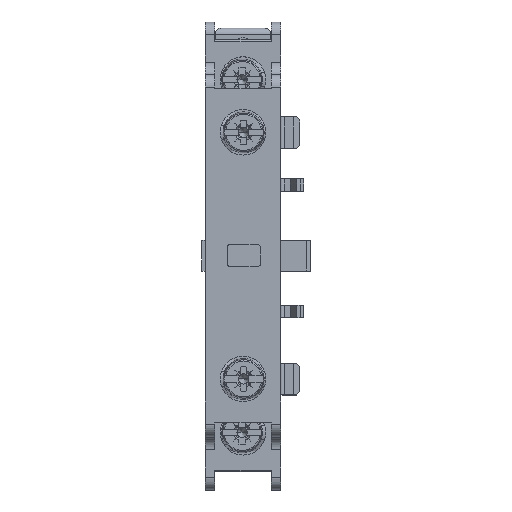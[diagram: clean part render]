
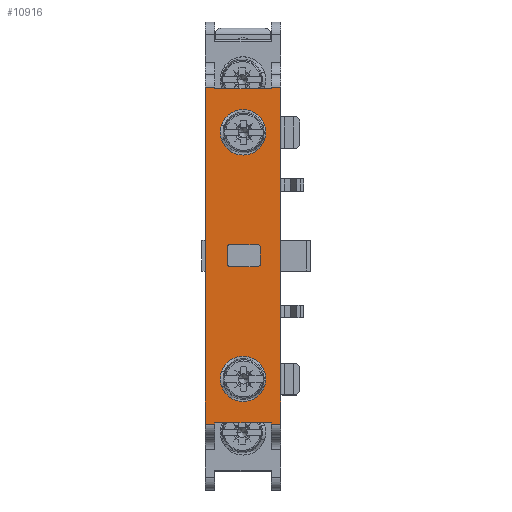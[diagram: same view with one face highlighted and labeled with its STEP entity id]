
A CAD part, top view. The second image highlights one B-rep face of the part: STEP entity #10916.
In plain terms, the highlighted face is planar.
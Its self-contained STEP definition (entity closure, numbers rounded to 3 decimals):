
#317=DIRECTION('',(0.,0.,1.));
#318=VECTOR('',#317,53.3);
#319=CARTESIAN_POINT('',(0.,32.25,-26.65));
#320=LINE('',#319,#318);
#3504=DIRECTION('',(0.,0.,1.));
#3505=VECTOR('',#3504,0.229);
#3506=CARTESIAN_POINT('',(1.5,32.25,-26.65));
#3507=LINE('',#3506,#3505);
#3511=DIRECTION('',(1.,0.,0.));
#3512=VECTOR('',#3511,9.);
#3513=CARTESIAN_POINT('',(1.5,32.25,-26.421));
#3514=LINE('',#3513,#3512);
#3518=DIRECTION('',(0.,0.,1.));
#3519=VECTOR('',#3518,0.229);
#3520=CARTESIAN_POINT('',(10.5,32.25,-26.65));
#3521=LINE('',#3520,#3519);
#3525=DIRECTION('',(1.,0.,0.));
#3526=VECTOR('',#3525,1.5);
#3527=CARTESIAN_POINT('',(10.5,32.25,-26.65));
#3528=LINE('',#3527,#3526);
#3532=DIRECTION('',(0.,0.,1.));
#3533=VECTOR('',#3532,0.229);
#3534=CARTESIAN_POINT('',(10.5,32.25,26.421));
#3535=LINE('',#3534,#3533);
#3539=DIRECTION('',(1.,0.,0.));
#3540=VECTOR('',#3539,9.);
#3541=CARTESIAN_POINT('',(1.5,32.25,26.421));
#3542=LINE('',#3541,#3540);
#3546=DIRECTION('',(0.,0.,1.));
#3547=VECTOR('',#3546,0.229);
#3548=CARTESIAN_POINT('',(1.5,32.25,26.421));
#3549=LINE('',#3548,#3547);
#3553=DIRECTION('',(1.,0.,0.));
#3554=VECTOR('',#3553,1.5);
#3555=CARTESIAN_POINT('',(0.,32.25,-26.65));
#3556=LINE('',#3555,#3554);
#3560=CARTESIAN_POINT('',(6.,32.25,-19.5));
#3561=DIRECTION('',(0.,1.,0.));
#3562=DIRECTION('',(1.,0.,0.));
#3563=AXIS2_PLACEMENT_3D('',#3560,#3561,#3562);
#3568=CARTESIAN_POINT('',(6.,32.25,-19.5));
#3569=DIRECTION('',(0.,1.,0.));
#3570=DIRECTION('',(-1.,0.,0.));
#3571=AXIS2_PLACEMENT_3D('',#3568,#3569,#3570);
#3576=CARTESIAN_POINT('',(6.,32.25,19.5));
#3577=DIRECTION('',(0.,1.,0.));
#3578=DIRECTION('',(1.,0.,0.));
#3579=AXIS2_PLACEMENT_3D('',#3576,#3577,#3578);
#3584=CARTESIAN_POINT('',(6.,32.25,19.5));
#3585=DIRECTION('',(0.,1.,0.));
#3586=DIRECTION('',(-1.,0.,0.));
#3587=AXIS2_PLACEMENT_3D('',#3584,#3585,#3586);
#3592=DIRECTION('',(0.,0.,1.));
#3593=VECTOR('',#3592,2.5);
#3594=CARTESIAN_POINT('',(3.25,32.25,-1.25));
#3595=LINE('',#3594,#3593);
#3599=CARTESIAN_POINT('',(3.75,32.25,1.25));
#3600=DIRECTION('',(0.,1.,0.));
#3601=DIRECTION('',(-1.,0.,0.));
#3602=AXIS2_PLACEMENT_3D('',#3599,#3600,#3601);
#3607=DIRECTION('',(1.,0.,0.));
#3608=VECTOR('',#3607,4.25);
#3609=CARTESIAN_POINT('',(3.75,32.25,1.75));
#3610=LINE('',#3609,#3608);
#3614=CARTESIAN_POINT('',(8.,32.25,1.25));
#3615=DIRECTION('',(0.,1.,0.));
#3616=DIRECTION('',(0.,0.,1.));
#3617=AXIS2_PLACEMENT_3D('',#3614,#3615,#3616);
#3622=DIRECTION('',(0.,0.,-1.));
#3623=VECTOR('',#3622,2.5);
#3624=CARTESIAN_POINT('',(8.5,32.25,1.25));
#3625=LINE('',#3624,#3623);
#3629=CARTESIAN_POINT('',(8.,32.25,-1.25));
#3630=DIRECTION('',(0.,1.,0.));
#3631=DIRECTION('',(1.,0.,0.));
#3632=AXIS2_PLACEMENT_3D('',#3629,#3630,#3631);
#3637=DIRECTION('',(-1.,0.,0.));
#3638=VECTOR('',#3637,4.25);
#3639=CARTESIAN_POINT('',(8.,32.25,-1.75));
#3640=LINE('',#3639,#3638);
#3644=CARTESIAN_POINT('',(3.75,32.25,-1.25));
#3645=DIRECTION('',(0.,1.,0.));
#3646=DIRECTION('',(0.,0.,-1.));
#3647=AXIS2_PLACEMENT_3D('',#3644,#3645,#3646);
#4298=DIRECTION('',(0.,0.,1.));
#4299=VECTOR('',#4298,53.3);
#4300=CARTESIAN_POINT('',(12.,32.25,-26.65));
#4301=LINE('',#4300,#4299);
#5835=DIRECTION('',(1.,0.,0.));
#5836=VECTOR('',#5835,1.5);
#5837=CARTESIAN_POINT('',(0.,32.25,26.65));
#5838=LINE('',#5837,#5836);
#5850=DIRECTION('',(1.,0.,0.));
#5851=VECTOR('',#5850,1.5);
#5852=CARTESIAN_POINT('',(10.5,32.25,26.65));
#5853=LINE('',#5852,#5851);
#7168=CARTESIAN_POINT('',(0.,32.25,-26.65));
#7169=VERTEX_POINT('',#7168);
#7170=CARTESIAN_POINT('',(0.,32.25,26.65));
#7171=VERTEX_POINT('',#7170);
#7224=CARTESIAN_POINT('',(12.,32.25,-26.65));
#7225=VERTEX_POINT('',#7224);
#7226=CARTESIAN_POINT('',(12.,32.25,26.65));
#7227=VERTEX_POINT('',#7226);
#8030=CARTESIAN_POINT('',(1.5,32.25,-26.65));
#8031=VERTEX_POINT('',#8030);
#8032=CARTESIAN_POINT('',(10.5,32.25,-26.65));
#8033=VERTEX_POINT('',#8032);
#8034=CARTESIAN_POINT('',(1.5,32.25,-26.421));
#8035=VERTEX_POINT('',#8034);
#8036=CARTESIAN_POINT('',(1.5,32.25,26.421));
#8037=CARTESIAN_POINT('',(1.5,32.25,26.65));
#8038=VERTEX_POINT('',#8036);
#8039=VERTEX_POINT('',#8037);
#8040=CARTESIAN_POINT('',(10.5,32.25,-26.421));
#8041=VERTEX_POINT('',#8040);
#8042=CARTESIAN_POINT('',(10.5,32.25,26.421));
#8043=CARTESIAN_POINT('',(10.5,32.25,26.65));
#8044=VERTEX_POINT('',#8042);
#8045=VERTEX_POINT('',#8043);
#8138=CARTESIAN_POINT('',(9.6,32.25,-19.5));
#8139=CARTESIAN_POINT('',(2.4,32.25,-19.5));
#8140=VERTEX_POINT('',#8138);
#8141=VERTEX_POINT('',#8139);
#8158=CARTESIAN_POINT('',(9.6,32.25,19.5));
#8159=CARTESIAN_POINT('',(2.4,32.25,19.5));
#8160=VERTEX_POINT('',#8158);
#8161=VERTEX_POINT('',#8159);
#8222=CARTESIAN_POINT('',(3.25,32.25,-1.25));
#8223=CARTESIAN_POINT('',(3.25,32.25,1.25));
#8224=VERTEX_POINT('',#8222);
#8225=VERTEX_POINT('',#8223);
#8226=CARTESIAN_POINT('',(3.75,32.25,1.75));
#8227=VERTEX_POINT('',#8226);
#8228=CARTESIAN_POINT('',(8.,32.25,1.75));
#8229=VERTEX_POINT('',#8228);
#8230=CARTESIAN_POINT('',(8.5,32.25,1.25));
#8231=VERTEX_POINT('',#8230);
#8232=CARTESIAN_POINT('',(8.5,32.25,-1.25));
#8233=VERTEX_POINT('',#8232);
#8234=CARTESIAN_POINT('',(8.,32.25,-1.75));
#8235=VERTEX_POINT('',#8234);
#8236=CARTESIAN_POINT('',(3.75,32.25,-1.75));
#8237=VERTEX_POINT('',#8236);
#10861=CARTESIAN_POINT('',(0.,32.25,-26.65));
#10862=DIRECTION('',(0.,1.,0.));
#10863=DIRECTION('',(0.,0.,1.));
#10864=AXIS2_PLACEMENT_3D('',#10861,#10862,#10863);
#10865=PLANE('',#10864);
#10866=ORIENTED_EDGE('',*,*,#10497,.T.);
#10868=ORIENTED_EDGE('',*,*,#10867,.T.);
#10869=ORIENTED_EDGE('',*,*,#10230,.F.);
#10871=ORIENTED_EDGE('',*,*,#10870,.T.);
#10873=ORIENTED_EDGE('',*,*,#10872,.T.);
#10875=ORIENTED_EDGE('',*,*,#10874,.F.);
#10876=ORIENTED_EDGE('',*,*,#10264,.F.);
#10877=ORIENTED_EDGE('',*,*,#10853,.F.);
#10878=ORIENTED_EDGE('',*,*,#10511,.T.);
#10880=ORIENTED_EDGE('',*,*,#10879,.F.);
#10881=ORIENTED_EDGE('',*,*,#8431,.F.);
#10883=ORIENTED_EDGE('',*,*,#10882,.T.);
#10884=EDGE_LOOP('',(#10866,#10868,#10869,#10871,#10873,#10875,#10876,#10877,
#10878,#10880,#10881,#10883));
#10885=FACE_OUTER_BOUND('',#10884,.F.);
#10887=ORIENTED_EDGE('',*,*,#10886,.T.);
#10889=ORIENTED_EDGE('',*,*,#10888,.T.);
#10890=EDGE_LOOP('',(#10887,#10889));
#10891=FACE_BOUND('',#10890,.F.);
#10893=ORIENTED_EDGE('',*,*,#10892,.T.);
#10895=ORIENTED_EDGE('',*,*,#10894,.T.);
#10896=EDGE_LOOP('',(#10893,#10895));
#10897=FACE_BOUND('',#10896,.F.);
#10899=ORIENTED_EDGE('',*,*,#10898,.T.);
#10901=ORIENTED_EDGE('',*,*,#10900,.T.);
#10903=ORIENTED_EDGE('',*,*,#10902,.T.);
#10905=ORIENTED_EDGE('',*,*,#10904,.T.);
#10907=ORIENTED_EDGE('',*,*,#10906,.T.);
#10909=ORIENTED_EDGE('',*,*,#10908,.T.);
#10911=ORIENTED_EDGE('',*,*,#10910,.T.);
#10913=ORIENTED_EDGE('',*,*,#10912,.T.);
#10914=EDGE_LOOP('',(#10899,#10901,#10903,#10905,#10907,#10909,#10911,#10913));
#10915=FACE_BOUND('',#10914,.F.);
#3564=CIRCLE('',#3563,3.6);
#3572=CIRCLE('',#3571,3.6);
#3580=CIRCLE('',#3579,3.6);
#3588=CIRCLE('',#3587,3.6);
#3603=CIRCLE('',#3602,0.5);
#3618=CIRCLE('',#3617,0.5);
#3633=CIRCLE('',#3632,0.5);
#3648=CIRCLE('',#3647,0.5);
#8431=EDGE_CURVE('',#7169,#7171,#320,.T.);
#10230=EDGE_CURVE('',#8033,#8041,#3521,.T.);
#10264=EDGE_CURVE('',#8044,#8045,#3535,.T.);
#10497=EDGE_CURVE('',#8031,#8035,#3507,.T.);
#10511=EDGE_CURVE('',#8038,#8039,#3549,.T.);
#10853=EDGE_CURVE('',#8038,#8044,#3542,.T.);
#10867=EDGE_CURVE('',#8035,#8041,#3514,.T.);
#10870=EDGE_CURVE('',#8033,#7225,#3528,.T.);
#10872=EDGE_CURVE('',#7225,#7227,#4301,.T.);
#10874=EDGE_CURVE('',#8045,#7227,#5853,.T.);
#10879=EDGE_CURVE('',#7171,#8039,#5838,.T.);
#10882=EDGE_CURVE('',#7169,#8031,#3556,.T.);
#10886=EDGE_CURVE('',#8140,#8141,#3564,.T.);
#10888=EDGE_CURVE('',#8141,#8140,#3572,.T.);
#10892=EDGE_CURVE('',#8160,#8161,#3580,.T.);
#10894=EDGE_CURVE('',#8161,#8160,#3588,.T.);
#10898=EDGE_CURVE('',#8224,#8225,#3595,.T.);
#10900=EDGE_CURVE('',#8225,#8227,#3603,.T.);
#10902=EDGE_CURVE('',#8227,#8229,#3610,.T.);
#10904=EDGE_CURVE('',#8229,#8231,#3618,.T.);
#10906=EDGE_CURVE('',#8231,#8233,#3625,.T.);
#10908=EDGE_CURVE('',#8233,#8235,#3633,.T.);
#10910=EDGE_CURVE('',#8235,#8237,#3640,.T.);
#10912=EDGE_CURVE('',#8237,#8224,#3648,.T.);
#10916=ADVANCED_FACE('',(#10885,#10891,#10897,#10915),#10865,.T.);
